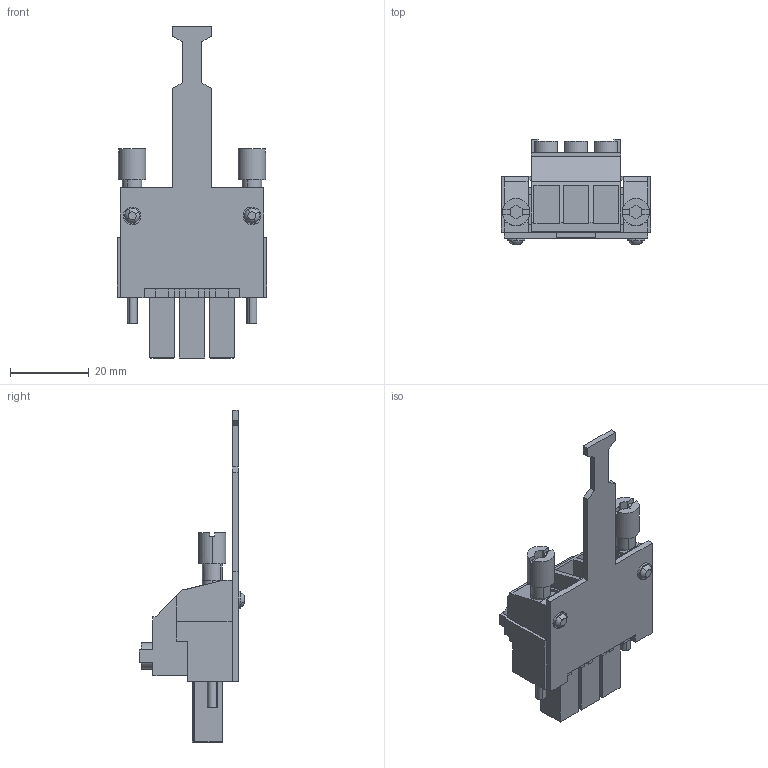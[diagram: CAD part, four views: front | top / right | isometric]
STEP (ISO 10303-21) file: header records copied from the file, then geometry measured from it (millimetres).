
FILE_DESCRIPTION(('CATIA V5R24 STEP','CAx-IF Rec.Pracs.--- Model Styling and Organization---1.2---2011-12-15'),'2;1');
FILE_NAME ('D1459500_0_1933340000_1933340000.stp','2018-02-05T12:02:13+00:00',('none'),('Weidmueller'),'CATIA Version 5-6 Release 2014 SP4 HF52','CATIA V5 STEP AP214','none');
FILE_SCHEMA(('AUTOMOTIVE_DESIGN { 1 0 10303 214 1 1 1 1 }'));
Length unit declared in the file: millimetre
Products named in the file (1): 1933340000
Bounding box: 38.1 x 26.8 x 84.55 mm (x, y, z)
Volume: 16942.3 mm3; surface area: 15343.5 mm2
Topology: 11 solids, 13 shells, 518 faces, 1403 edges, 934 vertices
Faces by surface type: plane 442, cylinder 62, sphere 8, extrusion 6
Entity records: 16112 total; most frequent: CARTESIAN_POINT 3166, ORIENTED_EDGE 2806, DIRECTION 2199, EDGE_CURVE 1403, VECTOR 1225, LINE 1219, VERTEX_POINT 934, EDGE_LOOP 565
